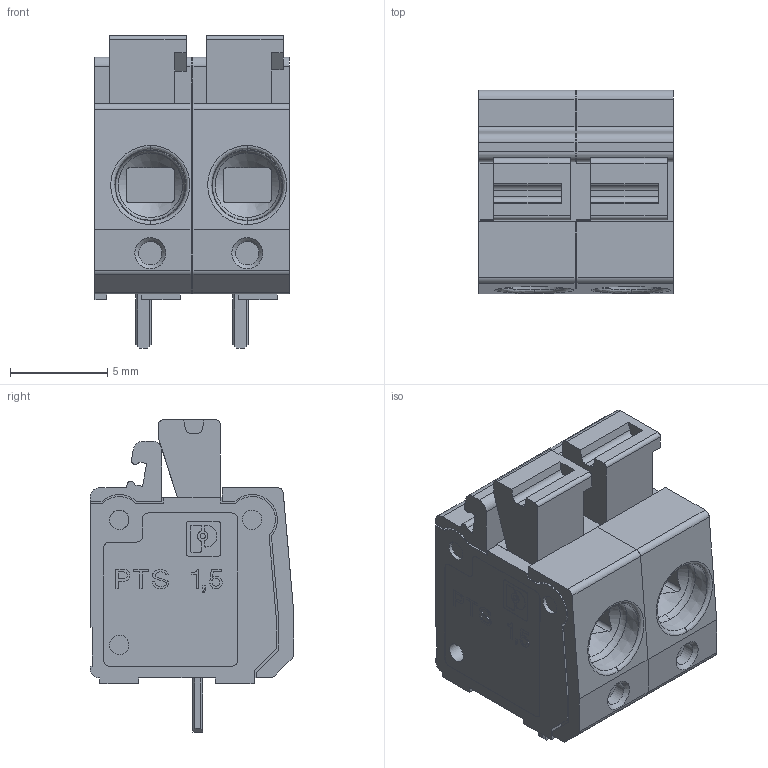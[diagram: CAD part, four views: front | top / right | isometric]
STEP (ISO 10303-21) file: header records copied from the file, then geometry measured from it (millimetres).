
FILE_DESCRIPTION(/* description */ ('STEP AP242','CAx-IF Rec.Pracs.---Representation and Presentation of Product Manufacturing Information (PMI)---4.0---2014-10-13','CAx-IF Rec.Pracs.---3D Tessellated Geometry---0.4---2014-09-14','2;1'),/* implementation_level */ '2;1');
FILE_NAME(/* name */ '1792863',/* time_stamp */ '2024-09-26T20:24:37+02:00',/* author */ ('License CC BY-ND 4.0'),/* organization */ ('CADENAS'),/* preprocessor_version */ 'ST-DEVELOPER v19.3',/* originating_system */ 'PARTsolutions',/* authorisation */ ' ');
FILE_SCHEMA (('AP242_MANAGED_MODEL_BASED_3D_ENGINEERING_MIM_LF { 1 0 10303 442 1 1 4 }'));
Length unit declared in the file: millimetre
Products named in the file (6): 1792863; 1792863_PART1; 1792863_PART2; 1792863_PART3; 1792863_PART4; 1792863_PART5
Assembly tree (5 placements, depth 2):
  1792863
    1792863_PART1
    1792863_PART2
    1792863_PART3
    1792863_PART4
    1792863_PART5
Bounding box: 10 x 10.5 x 16.1 mm (x, y, z)
Volume: 991.1 mm3; surface area: 1558.9 mm2
Topology: 5 solids, 5 shells, 593 faces, 1637 edges, 1094 vertices
Faces by surface type: plane 463, cylinder 96, bspline 19, cone 14, torus 1
Full cylindrical faces by diameter (mm): 1 x3, 1.025 x2, 1.15 x2, 1.2 x2, 1.5 x6, 1.65 x6
Entity records: 20688 total; most frequent: CARTESIAN_POINT 5704, ORIENTED_EDGE 3168, DIRECTION 2843, EDGE_CURVE 1584, LINE 1291, VECTOR 1291, VERTEX_POINT 1077, AXIS2_PLACEMENT_3D 776
